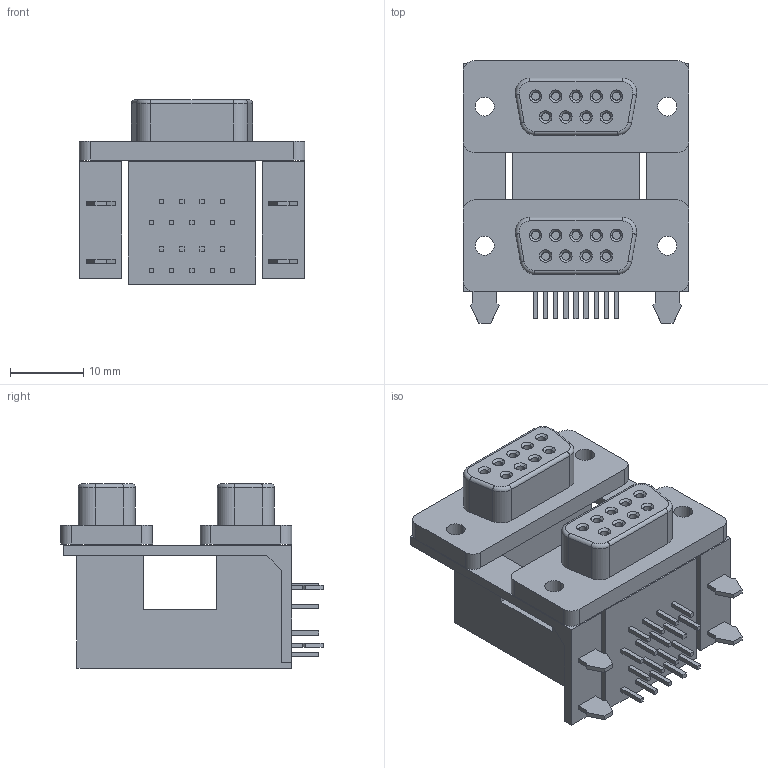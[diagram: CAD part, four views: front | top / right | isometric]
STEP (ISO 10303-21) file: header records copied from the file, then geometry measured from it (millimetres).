
FILE_DESCRIPTION((''),'2;1');
FILE_NAME('380-09-4-40-20_ASM','2011-04-14T',('cad01'),(''),'PRO/ENGINEER BY PARAMETRIC TECHNOLOGY CORPORATION, 2005110','PRO/ENGINEER BY PARAMETRIC TECHNOLOGY CORPORATION, 2005110','');
FILE_SCHEMA(('CONFIG_CONTROL_DESIGN'));
Length unit declared in the file: millimetre
Products named in the file (28): BODY_26; BODY_25; BODY_24; BODY_23; BODY_22; BODY_21; BODY_20; BODY_19; BODY_18; BODY_17; BODY_16; BODY_15; BODY_14; BODY_13; BODY_12; BODY_11; BODY_10; BODY_9; BODY_8; BODY_7; BODY_6; BODY_5; BODY_4; BODY_3; BODY_2; BODY_1; BODY_0; 380-09-4-40-20_ASM
Assembly tree (27 placements, depth 2):
  380-09-4-40-20_ASM
    BODY_26
    BODY_25
    BODY_24
    BODY_23
    BODY_22
    BODY_21
    BODY_20
    BODY_19
    BODY_18
    BODY_17
    BODY_16
    BODY_15
    BODY_14
    BODY_13
    BODY_12
    BODY_11
    BODY_10
    BODY_9
    BODY_8
    BODY_7
    BODY_6
    BODY_5
    BODY_4
    BODY_3
    BODY_2
    BODY_1
    BODY_0
Bounding box: 30.9 x 35.9 x 25.24 mm (x, y, z)
Volume: 11078.7 mm3; surface area: 7243.2 mm2
Topology: 27 solids, 27 shells, 336 faces, 781 edges, 519 vertices
Faces by surface type: plane 216, cylinder 76, cone 36, torus 8
Entity records: 10288 total; most frequent: DIRECTION 1806, CARTESIAN_POINT 1691, ORIENTED_EDGE 1562, EDGE_CURVE 781, AXIS2_PLACEMENT_3D 634, VECTOR 538, LINE 538, VERTEX_POINT 519
